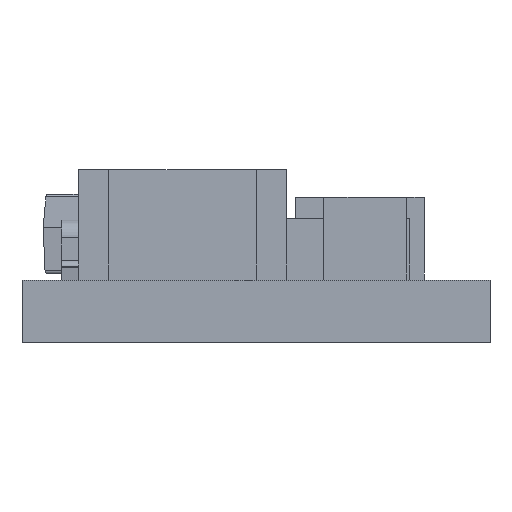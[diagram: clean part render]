
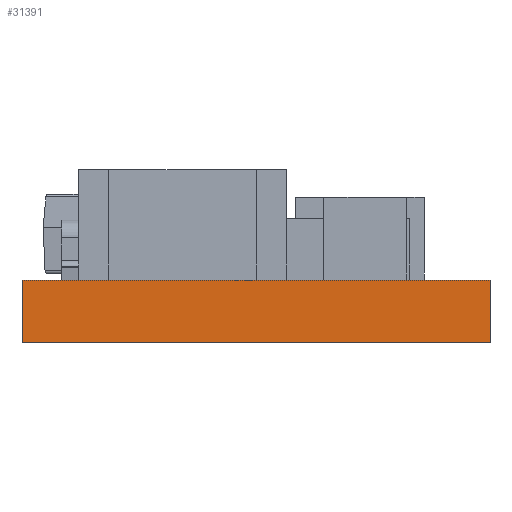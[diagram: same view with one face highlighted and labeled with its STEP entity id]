
A CAD part, front view. The second image highlights one B-rep face of the part: STEP entity #31391.
In plain terms, the highlighted planar face has unit normal (0, -1, 0).
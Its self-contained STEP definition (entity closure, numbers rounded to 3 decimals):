
#1030 = DIRECTION ( 'NONE',  ( 0., 1., 0. ) ) ;
#2017 = EDGE_LOOP ( 'NONE', ( #17148, #24474, #13680, #24069 ) ) ;
#3272 = VECTOR ( 'NONE', #13176, 1000. ) ;
#5971 = CARTESIAN_POINT ( 'NONE',  ( 7.62, 0., 1.016 ) ) ;
#6729 = VERTEX_POINT ( 'NONE', #33638 ) ;
#7213 = EDGE_CURVE ( 'NONE', #32394, #21212, #9698, .T. ) ;
#7435 = EDGE_CURVE ( 'NONE', #33525, #6729, #10712, .T. ) ;
#7770 = CARTESIAN_POINT ( 'NONE',  ( 0., 0., 1.016 ) ) ;
#8111 = CARTESIAN_POINT ( 'NONE',  ( 7.62, 0., 1.016 ) ) ;
#8571 = VECTOR ( 'NONE', #9864, 1000. ) ;
#8600 = PLANE ( 'NONE',  #16581 ) ;
#9108 = DIRECTION ( 'NONE',  ( -1., 0., 0. ) ) ;
#9698 = LINE ( 'NONE', #33928, #8571 ) ;
#9864 = DIRECTION ( 'NONE',  ( 1., 0., 0. ) ) ;
#10712 = LINE ( 'NONE', #8111, #16943 ) ;
#13176 = DIRECTION ( 'NONE',  ( 0., 0., -1. ) ) ;
#13547 = DIRECTION ( 'NONE',  ( 1., 0., 0. ) ) ;
#13680 = ORIENTED_EDGE ( 'NONE', *, *, #7435, .F. ) ;
#16269 = CARTESIAN_POINT ( 'NONE',  ( 7.62, 0., 0. ) ) ;
#16581 = AXIS2_PLACEMENT_3D ( 'NONE', #5971, #1030, #9108 ) ;
#16943 = VECTOR ( 'NONE', #13547, 1000. ) ;
#17148 = ORIENTED_EDGE ( 'NONE', *, *, #7213, .T. ) ;
#17542 = EDGE_CURVE ( 'NONE', #6729, #21212, #19865, .T. ) ;
#19662 = FACE_OUTER_BOUND ( 'NONE', #2017, .T. ) ;
#19865 = LINE ( 'NONE', #29135, #3272 ) ;
#21212 = VERTEX_POINT ( 'NONE', #16269 ) ;
#24069 = ORIENTED_EDGE ( 'NONE', *, *, #27323, .T. ) ;
#24474 = ORIENTED_EDGE ( 'NONE', *, *, #17542, .F. ) ;
#25761 = VECTOR ( 'NONE', #32150, 1000. ) ;
#27323 = EDGE_CURVE ( 'NONE', #33525, #32394, #31797, .T. ) ;
#29135 = CARTESIAN_POINT ( 'NONE',  ( 7.62, 0., 1.016 ) ) ;
#29458 = CARTESIAN_POINT ( 'NONE',  ( 0., 0., 0. ) ) ;
#31391 = ADVANCED_FACE ( 'NONE', ( #19662 ), #8600, .F. ) ;
#31797 = LINE ( 'NONE', #7770, #25761 ) ;
#32150 = DIRECTION ( 'NONE',  ( 0., 0., -1. ) ) ;
#32394 = VERTEX_POINT ( 'NONE', #29458 ) ;
#32996 = CARTESIAN_POINT ( 'NONE',  ( 0., 0., 1.016 ) ) ;
#33525 = VERTEX_POINT ( 'NONE', #32996 ) ;
#33638 = CARTESIAN_POINT ( 'NONE',  ( 7.62, 0., 1.016 ) ) ;
#33928 = CARTESIAN_POINT ( 'NONE',  ( 7.62, 0., 0. ) ) ;
